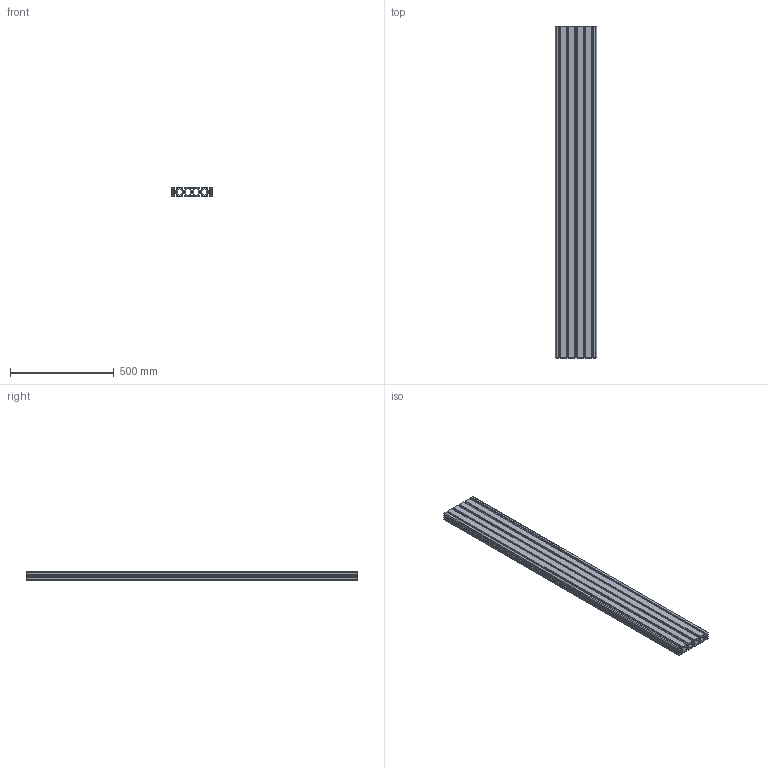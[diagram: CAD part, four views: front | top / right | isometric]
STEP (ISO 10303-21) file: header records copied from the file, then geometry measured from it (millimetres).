
FILE_DESCRIPTION(('STEP AP214'),'1');
FILE_NAME('cctmp_96CA4093-9901-457B-8BAA-E75930EE555F_2019_1_28_19_11_35_733..stp','2019-01-28T18:11:36',('item Industrietechnik GmbH'),('CADClick - www.CADClick.com'),'Spatial InterOp 3D',' ','unknown authorization');
FILE_SCHEMA(('AUTOMOTIVE_DESIGN'));
Length unit declared in the file: millimetre
Products named in the file (1): item_0047382_Profile 8 200x40_L=1600
Bounding box: 200 x 1600 x 40 mm (x, y, z)
Volume: 6380091.3 mm3; surface area: 2194080.4 mm2
Topology: 1 solids, 1 shells, 260 faces, 774 edges, 516 vertices
Faces by surface type: cylinder 158, plane 102
Entity records: 10994 total; most frequent: DIRECTION 1612, CARTESIAN_POINT 1551, ORIENTED_EDGE 1548, EDGE_CURVE 774, AXIS2_PLACEMENT_3D 577, VERTEX_POINT 516, LINE 458, VECTOR 458
